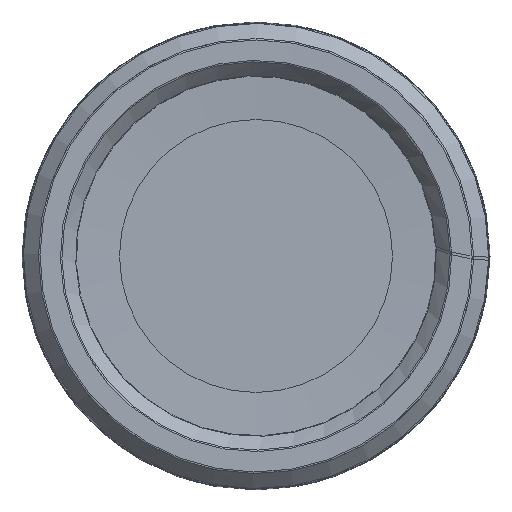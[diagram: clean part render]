
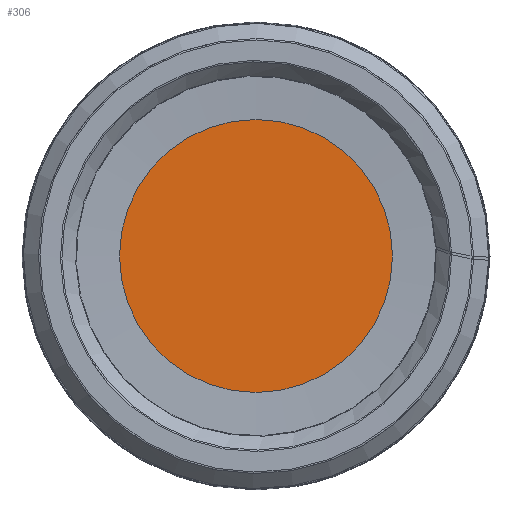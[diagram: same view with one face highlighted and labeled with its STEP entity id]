
A CAD part, left-side view. The second image highlights one B-rep face of the part: STEP entity #306.
In plain terms, the highlighted planar face has unit normal (-1, 0, 0).
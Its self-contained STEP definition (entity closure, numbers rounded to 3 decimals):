
#56=PLANE('',#913);
#306=ADVANCED_FACE('',(#381),#56,.F.);
#381=FACE_OUTER_BOUND('',#433,.T.);
#433=EDGE_LOOP('',(#666));
#510=CIRCLE('',#911,50.343);
#666=ORIENTED_EDGE('',*,*,#810,.T.);
#727=VERTEX_POINT('',#1848);
#810=EDGE_CURVE('',#727,#727,#510,.T.);
#911=AXIS2_PLACEMENT_3D('',#1847,#1073,#1074);
#913=AXIS2_PLACEMENT_3D('',#1850,#1077,#1078);
#1073=DIRECTION('',(-1.,0.,0.));
#1074=DIRECTION('',(0.,-1.,0.));
#1077=DIRECTION('',(1.,0.,0.));
#1078=DIRECTION('',(0.,1.,0.));
#1847=CARTESIAN_POINT('',(6.91,0.,0.));
#1848=CARTESIAN_POINT('',(6.91,-50.343,0.));
#1850=CARTESIAN_POINT('',(6.91,50.343,0.));
